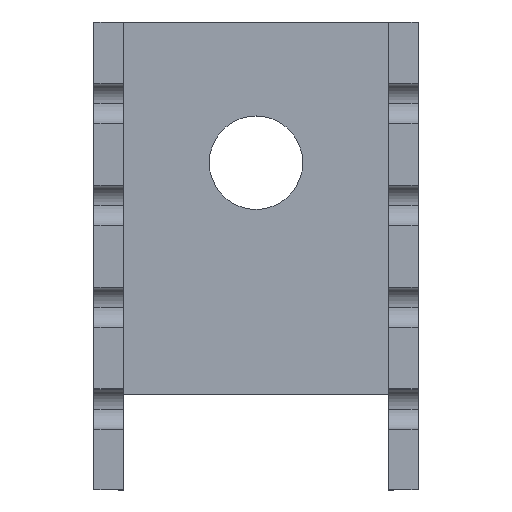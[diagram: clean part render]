
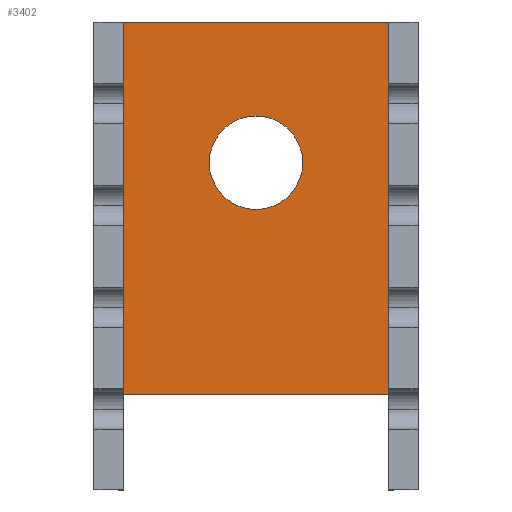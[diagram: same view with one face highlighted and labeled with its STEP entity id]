
A CAD part, top view. The second image highlights one B-rep face of the part: STEP entity #3402.
In plain terms, the highlighted planar face has unit normal (0, 0, 1).
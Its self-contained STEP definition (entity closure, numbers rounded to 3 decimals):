
#32 = PLANE('',#33);
#33 = AXIS2_PLACEMENT_3D('',#34,#35,#36);
#34 = CARTESIAN_POINT('',(-6.605,9.525,0.));
#35 = DIRECTION('',(0.,1.,0.));
#36 = DIRECTION('',(1.,0.,0.));
#142 = VERTEX_POINT('',#143);
#143 = CARTESIAN_POINT('',(-5.4,9.525,1.2));
#156 = PLANE('',#157);
#157 = AXIS2_PLACEMENT_3D('',#158,#159,#160);
#158 = CARTESIAN_POINT('',(-5.4,-10.5,9.53));
#159 = DIRECTION('',(1.,0.,0.));
#160 = DIRECTION('',(0.,1.,0.));
#167 = EDGE_CURVE('',#142,#168,#170,.T.);
#168 = VERTEX_POINT('',#169);
#169 = CARTESIAN_POINT('',(5.4,9.525,1.2));
#170 = SURFACE_CURVE('',#171,(#175,#181),.PCURVE_S1.);
#171 = LINE('',#172,#173);
#172 = CARTESIAN_POINT('',(-6.003,9.525,1.2));
#173 = VECTOR('',#174,1.);
#174 = DIRECTION('',(1.,0.,0.));
#175 = PCURVE('',#32,#176);
#176 = DEFINITIONAL_REPRESENTATION('',(#177),#180);
#177 = B_SPLINE_CURVE_WITH_KNOTS('',1,(#178,#179),.UNSPECIFIED.,.F.,.F.,
  (2,2),(0.603,11.403),.PIECEWISE_BEZIER_KNOTS.);
#178 = CARTESIAN_POINT('',(1.205,-1.2));
#179 = CARTESIAN_POINT('',(12.005,-1.2));
#180 = ( GEOMETRIC_REPRESENTATION_CONTEXT(2) 
PARAMETRIC_REPRESENTATION_CONTEXT() REPRESENTATION_CONTEXT('2D SPACE',''
  ) );
#181 = PCURVE('',#182,#187);
#182 = PLANE('',#183);
#183 = AXIS2_PLACEMENT_3D('',#184,#185,#186);
#184 = CARTESIAN_POINT('',(-5.4,10.5,1.2));
#185 = DIRECTION('',(0.,0.,1.));
#186 = DIRECTION('',(1.,0.,0.));
#187 = DEFINITIONAL_REPRESENTATION('',(#188),#191);
#188 = B_SPLINE_CURVE_WITH_KNOTS('',1,(#189,#190),.UNSPECIFIED.,.F.,.F.,
  (2,2),(0.603,11.403),.PIECEWISE_BEZIER_KNOTS.);
#189 = CARTESIAN_POINT('',(0.,-0.975));
#190 = CARTESIAN_POINT('',(10.8,-0.975));
#191 = ( GEOMETRIC_REPRESENTATION_CONTEXT(2) 
PARAMETRIC_REPRESENTATION_CONTEXT() REPRESENTATION_CONTEXT('2D SPACE',''
  ) );
#208 = PLANE('',#209);
#209 = AXIS2_PLACEMENT_3D('',#210,#211,#212);
#210 = CARTESIAN_POINT('',(5.4,10.5,9.53));
#211 = DIRECTION('',(-1.,0.,0.));
#212 = DIRECTION('',(0.,-1.,0.));
#402 = PLANE('',#403);
#403 = AXIS2_PLACEMENT_3D('',#404,#405,#406);
#404 = CARTESIAN_POINT('',(5.4,-5.625,1.2));
#405 = DIRECTION('',(0.,1.,0.));
#406 = DIRECTION('',(-1.,0.,0.));
#507 = CYLINDRICAL_SURFACE('',#508,1.905);
#508 = AXIS2_PLACEMENT_3D('',#509,#510,#511);
#509 = CARTESIAN_POINT('',(0.,3.805,1.2));
#510 = DIRECTION('',(0.,0.,1.));
#511 = DIRECTION('',(1.,0.,0.));
#2209 = VERTEX_POINT('',#2210);
#2210 = CARTESIAN_POINT('',(-5.4,-5.625,1.2));
#2231 = EDGE_CURVE('',#2209,#142,#2232,.T.);
#2232 = SURFACE_CURVE('',#2233,(#2237,#2244),.PCURVE_S1.);
#2233 = LINE('',#2234,#2235);
#2234 = CARTESIAN_POINT('',(-5.4,-10.5,1.2));
#2235 = VECTOR('',#2236,1.);
#2236 = DIRECTION('',(0.,1.,0.));
#2237 = PCURVE('',#156,#2238);
#2238 = DEFINITIONAL_REPRESENTATION('',(#2239),#2243);
#2239 = LINE('',#2240,#2241);
#2240 = CARTESIAN_POINT('',(0.,-8.33));
#2241 = VECTOR('',#2242,1.);
#2242 = DIRECTION('',(1.,0.));
#2243 = ( GEOMETRIC_REPRESENTATION_CONTEXT(2) 
PARAMETRIC_REPRESENTATION_CONTEXT() REPRESENTATION_CONTEXT('2D SPACE',''
  ) );
#2244 = PCURVE('',#182,#2245);
#2245 = DEFINITIONAL_REPRESENTATION('',(#2246),#2250);
#2246 = LINE('',#2247,#2248);
#2247 = CARTESIAN_POINT('',(0.,-21.));
#2248 = VECTOR('',#2249,1.);
#2249 = DIRECTION('',(0.,1.));
#2250 = ( GEOMETRIC_REPRESENTATION_CONTEXT(2) 
PARAMETRIC_REPRESENTATION_CONTEXT() REPRESENTATION_CONTEXT('2D SPACE',''
  ) );
#2770 = EDGE_CURVE('',#168,#2771,#2773,.T.);
#2771 = VERTEX_POINT('',#2772);
#2772 = CARTESIAN_POINT('',(5.4,-5.625,1.2));
#2773 = SURFACE_CURVE('',#2774,(#2778,#2785),.PCURVE_S1.);
#2774 = LINE('',#2775,#2776);
#2775 = CARTESIAN_POINT('',(5.4,10.5,1.2));
#2776 = VECTOR('',#2777,1.);
#2777 = DIRECTION('',(0.,-1.,0.));
#2778 = PCURVE('',#208,#2779);
#2779 = DEFINITIONAL_REPRESENTATION('',(#2780),#2784);
#2780 = LINE('',#2781,#2782);
#2781 = CARTESIAN_POINT('',(0.,-8.33));
#2782 = VECTOR('',#2783,1.);
#2783 = DIRECTION('',(1.,0.));
#2784 = ( GEOMETRIC_REPRESENTATION_CONTEXT(2) 
PARAMETRIC_REPRESENTATION_CONTEXT() REPRESENTATION_CONTEXT('2D SPACE',''
  ) );
#2785 = PCURVE('',#182,#2786);
#2786 = DEFINITIONAL_REPRESENTATION('',(#2787),#2791);
#2787 = LINE('',#2788,#2789);
#2788 = CARTESIAN_POINT('',(10.8,0.));
#2789 = VECTOR('',#2790,1.);
#2790 = DIRECTION('',(0.,-1.));
#2791 = ( GEOMETRIC_REPRESENTATION_CONTEXT(2) 
PARAMETRIC_REPRESENTATION_CONTEXT() REPRESENTATION_CONTEXT('2D SPACE',''
  ) );
#3402 = ADVANCED_FACE('',(#3403,#3429),#182,.T.);
#3403 = FACE_BOUND('',#3404,.T.);
#3404 = EDGE_LOOP('',(#3405,#3406,#3407,#3428));
#3405 = ORIENTED_EDGE('',*,*,#167,.F.);
#3406 = ORIENTED_EDGE('',*,*,#2231,.F.);
#3407 = ORIENTED_EDGE('',*,*,#3408,.F.);
#3408 = EDGE_CURVE('',#2771,#2209,#3409,.T.);
#3409 = SURFACE_CURVE('',#3410,(#3414,#3421),.PCURVE_S1.);
#3410 = LINE('',#3411,#3412);
#3411 = CARTESIAN_POINT('',(5.4,-5.625,1.2));
#3412 = VECTOR('',#3413,1.);
#3413 = DIRECTION('',(-1.,0.,0.));
#3414 = PCURVE('',#182,#3415);
#3415 = DEFINITIONAL_REPRESENTATION('',(#3416),#3420);
#3416 = LINE('',#3417,#3418);
#3417 = CARTESIAN_POINT('',(10.8,-16.125));
#3418 = VECTOR('',#3419,1.);
#3419 = DIRECTION('',(-1.,0.));
#3420 = ( GEOMETRIC_REPRESENTATION_CONTEXT(2) 
PARAMETRIC_REPRESENTATION_CONTEXT() REPRESENTATION_CONTEXT('2D SPACE',''
  ) );
#3421 = PCURVE('',#402,#3422);
#3422 = DEFINITIONAL_REPRESENTATION('',(#3423),#3427);
#3423 = LINE('',#3424,#3425);
#3424 = CARTESIAN_POINT('',(0.,0.));
#3425 = VECTOR('',#3426,1.);
#3426 = DIRECTION('',(1.,0.));
#3427 = ( GEOMETRIC_REPRESENTATION_CONTEXT(2) 
PARAMETRIC_REPRESENTATION_CONTEXT() REPRESENTATION_CONTEXT('2D SPACE',''
  ) );
#3428 = ORIENTED_EDGE('',*,*,#2770,.F.);
#3429 = FACE_BOUND('',#3430,.T.);
#3430 = EDGE_LOOP('',(#3431));
#3431 = ORIENTED_EDGE('',*,*,#3432,.F.);
#3432 = EDGE_CURVE('',#3433,#3433,#3435,.T.);
#3433 = VERTEX_POINT('',#3434);
#3434 = CARTESIAN_POINT('',(1.905,3.805,1.2));
#3435 = SURFACE_CURVE('',#3436,(#3441,#3448),.PCURVE_S1.);
#3436 = CIRCLE('',#3437,1.905);
#3437 = AXIS2_PLACEMENT_3D('',#3438,#3439,#3440);
#3438 = CARTESIAN_POINT('',(0.,3.805,1.2));
#3439 = DIRECTION('',(0.,0.,1.));
#3440 = DIRECTION('',(1.,0.,0.));
#3441 = PCURVE('',#182,#3442);
#3442 = DEFINITIONAL_REPRESENTATION('',(#3443),#3447);
#3443 = CIRCLE('',#3444,1.905);
#3444 = AXIS2_PLACEMENT_2D('',#3445,#3446);
#3445 = CARTESIAN_POINT('',(5.4,-6.695));
#3446 = DIRECTION('',(1.,0.));
#3447 = ( GEOMETRIC_REPRESENTATION_CONTEXT(2) 
PARAMETRIC_REPRESENTATION_CONTEXT() REPRESENTATION_CONTEXT('2D SPACE',''
  ) );
#3448 = PCURVE('',#507,#3449);
#3449 = DEFINITIONAL_REPRESENTATION('',(#3450),#3454);
#3450 = LINE('',#3451,#3452);
#3451 = CARTESIAN_POINT('',(0.,0.));
#3452 = VECTOR('',#3453,1.);
#3453 = DIRECTION('',(1.,0.));
#3454 = ( GEOMETRIC_REPRESENTATION_CONTEXT(2) 
PARAMETRIC_REPRESENTATION_CONTEXT() REPRESENTATION_CONTEXT('2D SPACE',''
  ) );
